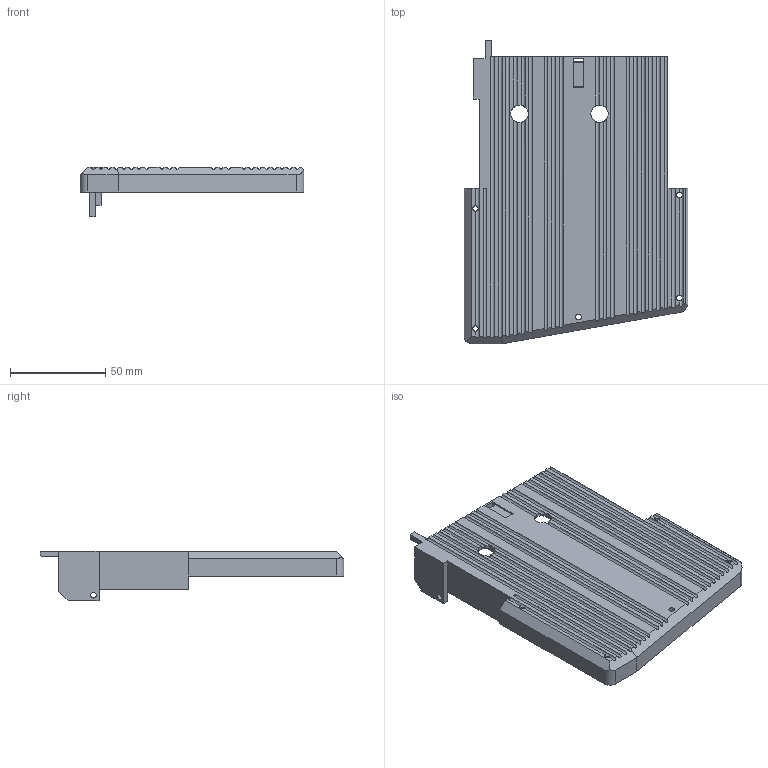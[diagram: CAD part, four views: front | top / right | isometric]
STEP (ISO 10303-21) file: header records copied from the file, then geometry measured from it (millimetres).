
FILE_DESCRIPTION(/* description */ (''),/* implementation_level */ '2;1');
FILE_NAME(/* name */ 'magnusmagrightside v4.step',/* time_stamp */ '2022-11-20T17:21:48-05:00',/* author */ (''),/* organization */ (''),/* preprocessor_version */ 'ST-DEVELOPER v19.2',/* originating_system */ 'Autodesk Translation Framework v11.17.0.187',/* authorisation */ '');
FILE_SCHEMA (('AUTOMOTIVE_DESIGN { 1 0 10303 214 3 1 1 }'));
Length unit declared in the file: millimetre
Products named in the file (1): magnusmagrightside
Bounding box: 117.5 x 159.3 x 26 mm (x, y, z)
Volume: 67042.2 mm3; surface area: 47295.4 mm2
Topology: 1 solids, 1 shells, 246 faces, 691 edges, 456 vertices
Faces by surface type: plane 209, cylinder 37
Full cylindrical faces by diameter (mm): 2.9 x1, 3 x5, 9.1 x2
Entity records: 8127 total; most frequent: CARTESIAN_POINT 1654, ORIENTED_EDGE 1382, DIRECTION 1249, EDGE_CURVE 691, LINE 595, VECTOR 595, VERTEX_POINT 456, AXIS2_PLACEMENT_3D 327
